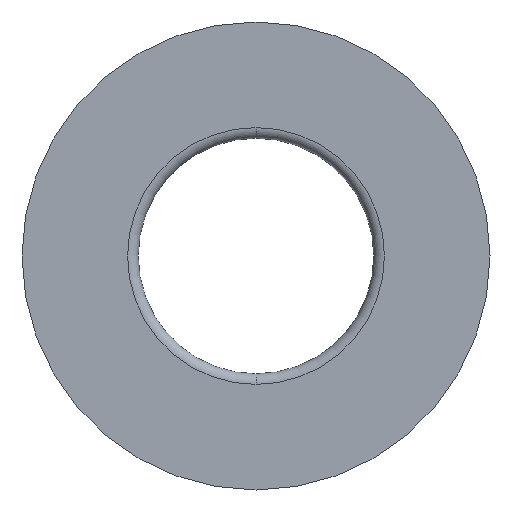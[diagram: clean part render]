
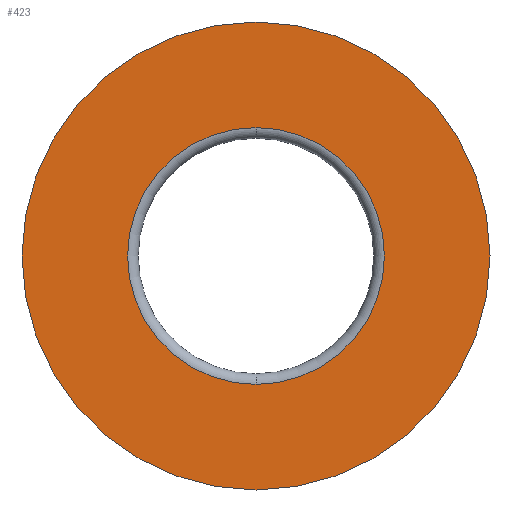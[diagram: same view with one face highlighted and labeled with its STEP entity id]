
A CAD part, front view. The second image highlights one B-rep face of the part: STEP entity #423.
In plain terms, the highlighted planar face has unit normal (0, -1, 0).
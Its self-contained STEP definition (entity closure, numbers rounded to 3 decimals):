
#17 = CARTESIAN_POINT ( 'NONE',  ( 0., 0., -44. ) ) ;
#25 = DIRECTION ( 'NONE',  ( 0., 0., 1. ) ) ;
#31 = EDGE_CURVE ( 'NONE', #259, #291, #341, .T. ) ;
#46 = CARTESIAN_POINT ( 'NONE',  ( 0., 0., 0. ) ) ;
#55 = CIRCLE ( 'NONE', #157, 44. ) ;
#65 = CARTESIAN_POINT ( 'NONE',  ( -44., 0., 0. ) ) ;
#66 = DIRECTION ( 'NONE',  ( 0., 0., 1. ) ) ;
#84 = EDGE_CURVE ( 'NONE', #291, #259, #411, .T. ) ;
#95 = DIRECTION ( 'NONE',  ( 0., -1., 0. ) ) ;
#98 = AXIS2_PLACEMENT_3D ( 'NONE', #212, #354, #25 ) ;
#107 = ORIENTED_EDGE ( 'NONE', *, *, #304, .F. ) ;
#113 = DIRECTION ( 'NONE',  ( 0., 1., 0. ) ) ;
#123 = VERTEX_POINT ( 'NONE', #17 ) ;
#128 = PLANE ( 'NONE',  #208 ) ;
#148 = DIRECTION ( 'NONE',  ( 0., 0., -1. ) ) ;
#150 = CARTESIAN_POINT ( 'NONE',  ( 0., 0., 44. ) ) ;
#157 = AXIS2_PLACEMENT_3D ( 'NONE', #428, #218, #66 ) ;
#158 = ORIENTED_EDGE ( 'NONE', *, *, #206, .F. ) ;
#162 = CIRCLE ( 'NONE', #98, 44. ) ;
#168 = AXIS2_PLACEMENT_3D ( 'NONE', #46, #113, #240 ) ;
#170 = CARTESIAN_POINT ( 'NONE',  ( 0., 0., 0. ) ) ;
#177 = AXIS2_PLACEMENT_3D ( 'NONE', #170, #384, #382 ) ;
#180 = FACE_OUTER_BOUND ( 'NONE', #289, .T. ) ;
#183 = FACE_BOUND ( 'NONE', #293, .T. ) ;
#206 = EDGE_CURVE ( 'NONE', #405, #123, #55, .T. ) ;
#208 = AXIS2_PLACEMENT_3D ( 'NONE', #65, #95, #148 ) ;
#212 = CARTESIAN_POINT ( 'NONE',  ( 0., 0., 0. ) ) ;
#218 = DIRECTION ( 'NONE',  ( 0., 1., 0. ) ) ;
#227 = ORIENTED_EDGE ( 'NONE', *, *, #31, .T. ) ;
#240 = DIRECTION ( 'NONE',  ( 0., 0., 1. ) ) ;
#259 = VERTEX_POINT ( 'NONE', #313 ) ;
#263 = ORIENTED_EDGE ( 'NONE', *, *, #84, .T. ) ;
#278 = CARTESIAN_POINT ( 'NONE',  ( 0., 0., 24.15 ) ) ;
#289 = EDGE_LOOP ( 'NONE', ( #158, #107 ) ) ;
#291 = VERTEX_POINT ( 'NONE', #278 ) ;
#293 = EDGE_LOOP ( 'NONE', ( #263, #227 ) ) ;
#304 = EDGE_CURVE ( 'NONE', #123, #405, #162, .T. ) ;
#313 = CARTESIAN_POINT ( 'NONE',  ( 0., 0., -24.15 ) ) ;
#341 = CIRCLE ( 'NONE', #168, 24.15 ) ;
#354 = DIRECTION ( 'NONE',  ( 0., 1., 0. ) ) ;
#382 = DIRECTION ( 'NONE',  ( 0., 0., 1. ) ) ;
#384 = DIRECTION ( 'NONE',  ( 0., 1., 0. ) ) ;
#405 = VERTEX_POINT ( 'NONE', #150 ) ;
#411 = CIRCLE ( 'NONE', #177, 24.15 ) ;
#423 = ADVANCED_FACE ( 'NONE', ( #183, #180 ), #128, .T. ) ;
#428 = CARTESIAN_POINT ( 'NONE',  ( 0., 0., 0. ) ) ;
